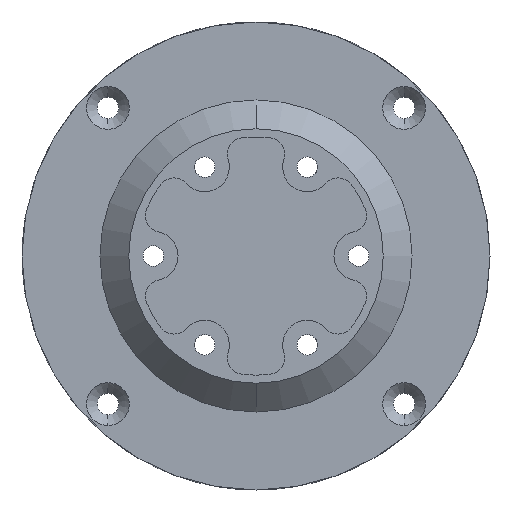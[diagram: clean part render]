
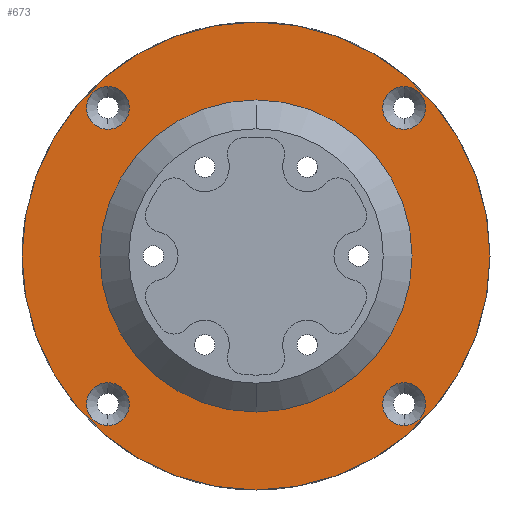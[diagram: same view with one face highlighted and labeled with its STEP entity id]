
A CAD part, front view. The second image highlights one B-rep face of the part: STEP entity #673.
In plain terms, the highlighted planar face has unit normal (0, -1, 0).
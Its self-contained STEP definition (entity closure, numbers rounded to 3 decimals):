
#118 = CARTESIAN_POINT ( 'NONE',  ( 18.031, -0.5, 18.031 ) ) ;
#188 = DIRECTION ( 'NONE',  ( 0., 0., -1. ) ) ;
#392 = DIRECTION ( 'NONE',  ( 0., 1., 0. ) ) ;
#447 = DIRECTION ( 'NONE',  ( 0., 0., -1. ) ) ;
#543 = CIRCLE ( 'NONE', #2086, 2.6 ) ;
#571 = EDGE_CURVE ( 'NONE', #4813, #3884, #543, .T. ) ;
#607 = DIRECTION ( 'NONE',  ( 0., 0., -1. ) ) ;
#673 = ADVANCED_FACE ( 'NONE', ( #3705, #3782, #2019, #4301, #7061, #3669 ), #7090, .T. ) ;
#689 = AXIS2_PLACEMENT_3D ( 'NONE', #5277, #3610, #1179 ) ;
#736 = VERTEX_POINT ( 'NONE', #5970 ) ;
#845 = EDGE_CURVE ( 'NONE', #2809, #2536, #6388, .T. ) ;
#983 = DIRECTION ( 'NONE',  ( 0., 0., -1. ) ) ;
#1014 = ORIENTED_EDGE ( 'NONE', *, *, #1532, .T. ) ;
#1179 = DIRECTION ( 'NONE',  ( 0., 0., -1. ) ) ;
#1452 = CARTESIAN_POINT ( 'NONE',  ( 0., -0.5, 0. ) ) ;
#1532 = EDGE_CURVE ( 'NONE', #6020, #736, #3546, .T. ) ;
#1774 = CARTESIAN_POINT ( 'NONE',  ( 0., -0.5, 0. ) ) ;
#1775 = CARTESIAN_POINT ( 'NONE',  ( 0., -0.5, -19. ) ) ;
#1795 = ORIENTED_EDGE ( 'NONE', *, *, #5253, .T. ) ;
#1815 = CARTESIAN_POINT ( 'NONE',  ( -18.031, -0.5, -15.431 ) ) ;
#1822 = VERTEX_POINT ( 'NONE', #1815 ) ;
#1884 = DIRECTION ( 'NONE',  ( 0., 1., 0. ) ) ;
#1908 = CIRCLE ( 'NONE', #4544, 2.6 ) ;
#2019 = FACE_BOUND ( 'NONE', #3283, .T. ) ;
#2022 = AXIS2_PLACEMENT_3D ( 'NONE', #6473, #1884, #6545 ) ;
#2086 = AXIS2_PLACEMENT_3D ( 'NONE', #118, #4677, #188 ) ;
#2090 = ORIENTED_EDGE ( 'NONE', *, *, #4941, .T. ) ;
#2134 = DIRECTION ( 'NONE',  ( 0., 1., 0. ) ) ;
#2160 = EDGE_LOOP ( 'NONE', ( #6914, #5409 ) ) ;
#2206 = ORIENTED_EDGE ( 'NONE', *, *, #4514, .T. ) ;
#2255 = EDGE_CURVE ( 'NONE', #4298, #4071, #3441, .T. ) ;
#2291 = CARTESIAN_POINT ( 'NONE',  ( 0., -0.5, 28.5 ) ) ;
#2293 = AXIS2_PLACEMENT_3D ( 'NONE', #3356, #392, #5468 ) ;
#2296 = ORIENTED_EDGE ( 'NONE', *, *, #6944, .T. ) ;
#2306 = AXIS2_PLACEMENT_3D ( 'NONE', #1774, #5234, #6323 ) ;
#2479 = CARTESIAN_POINT ( 'NONE',  ( -18.031, -0.5, 20.631 ) ) ;
#2483 = CARTESIAN_POINT ( 'NONE',  ( -18.031, -0.5, -18.031 ) ) ;
#2533 = DIRECTION ( 'NONE',  ( 0., 0., -1. ) ) ;
#2536 = VERTEX_POINT ( 'NONE', #2747 ) ;
#2618 = ORIENTED_EDGE ( 'NONE', *, *, #5053, .T. ) ;
#2747 = CARTESIAN_POINT ( 'NONE',  ( -18.031, -0.5, 15.431 ) ) ;
#2809 = VERTEX_POINT ( 'NONE', #2479 ) ;
#2828 = DIRECTION ( 'NONE',  ( 0., -1., 0. ) ) ;
#2851 = DIRECTION ( 'NONE',  ( 0., 1., 0. ) ) ;
#2966 = CARTESIAN_POINT ( 'NONE',  ( 0., -0.5, -28.5 ) ) ;
#3051 = AXIS2_PLACEMENT_3D ( 'NONE', #7322, #2134, #447 ) ;
#3080 = CARTESIAN_POINT ( 'NONE',  ( 18.031, -0.5, -20.631 ) ) ;
#3191 = EDGE_CURVE ( 'NONE', #2536, #2809, #3320, .T. ) ;
#3283 = EDGE_LOOP ( 'NONE', ( #2618, #2090 ) ) ;
#3307 = AXIS2_PLACEMENT_3D ( 'NONE', #5847, #5918, #2533 ) ;
#3320 = CIRCLE ( 'NONE', #6886, 2.6 ) ;
#3356 = CARTESIAN_POINT ( 'NONE',  ( 0., -0.5, 0. ) ) ;
#3441 = CIRCLE ( 'NONE', #689, 2.6 ) ;
#3468 = CIRCLE ( 'NONE', #2022, 2.6 ) ;
#3546 = CIRCLE ( 'NONE', #3307, 19. ) ;
#3567 = CIRCLE ( 'NONE', #4637, 28.5 ) ;
#3594 = EDGE_LOOP ( 'NONE', ( #4940, #2296 ) ) ;
#3610 = DIRECTION ( 'NONE',  ( 0., 1., 0. ) ) ;
#3669 = FACE_OUTER_BOUND ( 'NONE', #3594, .T. ) ;
#3705 = FACE_BOUND ( 'NONE', #4998, .T. ) ;
#3774 = DIRECTION ( 'NONE',  ( 0., 0., -1. ) ) ;
#3782 = FACE_BOUND ( 'NONE', #2160, .T. ) ;
#3824 = AXIS2_PLACEMENT_3D ( 'NONE', #2483, #6956, #5306 ) ;
#3884 = VERTEX_POINT ( 'NONE', #4292 ) ;
#3903 = ORIENTED_EDGE ( 'NONE', *, *, #571, .T. ) ;
#3962 = EDGE_CURVE ( 'NONE', #6192, #7226, #3567, .T. ) ;
#3994 = CARTESIAN_POINT ( 'NONE',  ( 18.031, -0.5, 20.631 ) ) ;
#4071 = VERTEX_POINT ( 'NONE', #4612 ) ;
#4073 = CIRCLE ( 'NONE', #3824, 2.6 ) ;
#4177 = EDGE_LOOP ( 'NONE', ( #1795, #3903 ) ) ;
#4292 = CARTESIAN_POINT ( 'NONE',  ( 18.031, -0.5, 15.431 ) ) ;
#4298 = VERTEX_POINT ( 'NONE', #3080 ) ;
#4301 = FACE_BOUND ( 'NONE', #6705, .T. ) ;
#4368 = CARTESIAN_POINT ( 'NONE',  ( 0., -0.5, 0. ) ) ;
#4514 = EDGE_CURVE ( 'NONE', #4071, #4298, #3468, .T. ) ;
#4544 = AXIS2_PLACEMENT_3D ( 'NONE', #6801, #2851, #607 ) ;
#4612 = CARTESIAN_POINT ( 'NONE',  ( 18.031, -0.5, -15.431 ) ) ;
#4637 = AXIS2_PLACEMENT_3D ( 'NONE', #4368, #2828, #3774 ) ;
#4677 = DIRECTION ( 'NONE',  ( 0., 1., 0. ) ) ;
#4813 = VERTEX_POINT ( 'NONE', #3994 ) ;
#4857 = CARTESIAN_POINT ( 'NONE',  ( -18.031, -0.5, -18.031 ) ) ;
#4940 = ORIENTED_EDGE ( 'NONE', *, *, #3962, .T. ) ;
#4941 = EDGE_CURVE ( 'NONE', #1822, #7077, #4073, .T. ) ;
#4998 = EDGE_LOOP ( 'NONE', ( #7079, #1014 ) ) ;
#5053 = EDGE_CURVE ( 'NONE', #7077, #1822, #7396, .T. ) ;
#5090 = CARTESIAN_POINT ( 'NONE',  ( -18.031, -0.5, 18.031 ) ) ;
#5234 = DIRECTION ( 'NONE',  ( 0., -1., 0. ) ) ;
#5253 = EDGE_CURVE ( 'NONE', #3884, #4813, #1908, .T. ) ;
#5277 = CARTESIAN_POINT ( 'NONE',  ( 18.031, -0.5, -18.031 ) ) ;
#5306 = DIRECTION ( 'NONE',  ( 0., 0., -1. ) ) ;
#5374 = DIRECTION ( 'NONE',  ( 0., -1., 0. ) ) ;
#5409 = ORIENTED_EDGE ( 'NONE', *, *, #845, .T. ) ;
#5428 = AXIS2_PLACEMENT_3D ( 'NONE', #1452, #5374, #7173 ) ;
#5468 = DIRECTION ( 'NONE',  ( 0., 0., -1. ) ) ;
#5476 = AXIS2_PLACEMENT_3D ( 'NONE', #4857, #7141, #983 ) ;
#5514 = CIRCLE ( 'NONE', #2306, 28.5 ) ;
#5847 = CARTESIAN_POINT ( 'NONE',  ( 0., -0.5, 0. ) ) ;
#5903 = CARTESIAN_POINT ( 'NONE',  ( -18.031, -0.5, -20.631 ) ) ;
#5906 = EDGE_CURVE ( 'NONE', #736, #6020, #6562, .T. ) ;
#5918 = DIRECTION ( 'NONE',  ( 0., 1., 0. ) ) ;
#5970 = CARTESIAN_POINT ( 'NONE',  ( 0., -0.5, 19. ) ) ;
#6020 = VERTEX_POINT ( 'NONE', #1775 ) ;
#6133 = DIRECTION ( 'NONE',  ( 0., 1., 0. ) ) ;
#6192 = VERTEX_POINT ( 'NONE', #2966 ) ;
#6323 = DIRECTION ( 'NONE',  ( 0., 0., -1. ) ) ;
#6388 = CIRCLE ( 'NONE', #3051, 2.6 ) ;
#6473 = CARTESIAN_POINT ( 'NONE',  ( 18.031, -0.5, -18.031 ) ) ;
#6545 = DIRECTION ( 'NONE',  ( 0., 0., -1. ) ) ;
#6562 = CIRCLE ( 'NONE', #2293, 19. ) ;
#6705 = EDGE_LOOP ( 'NONE', ( #7171, #2206 ) ) ;
#6801 = CARTESIAN_POINT ( 'NONE',  ( 18.031, -0.5, 18.031 ) ) ;
#6886 = AXIS2_PLACEMENT_3D ( 'NONE', #5090, #6133, #7376 ) ;
#6914 = ORIENTED_EDGE ( 'NONE', *, *, #3191, .T. ) ;
#6944 = EDGE_CURVE ( 'NONE', #7226, #6192, #5514, .T. ) ;
#6956 = DIRECTION ( 'NONE',  ( 0., 1., 0. ) ) ;
#7061 = FACE_BOUND ( 'NONE', #4177, .T. ) ;
#7077 = VERTEX_POINT ( 'NONE', #5903 ) ;
#7079 = ORIENTED_EDGE ( 'NONE', *, *, #5906, .T. ) ;
#7090 = PLANE ( 'NONE',  #5428 ) ;
#7141 = DIRECTION ( 'NONE',  ( 0., 1., 0. ) ) ;
#7171 = ORIENTED_EDGE ( 'NONE', *, *, #2255, .T. ) ;
#7173 = DIRECTION ( 'NONE',  ( 0., 0., -1. ) ) ;
#7226 = VERTEX_POINT ( 'NONE', #2291 ) ;
#7322 = CARTESIAN_POINT ( 'NONE',  ( -18.031, -0.5, 18.031 ) ) ;
#7376 = DIRECTION ( 'NONE',  ( 0., 0., -1. ) ) ;
#7396 = CIRCLE ( 'NONE', #5476, 2.6 ) ;
